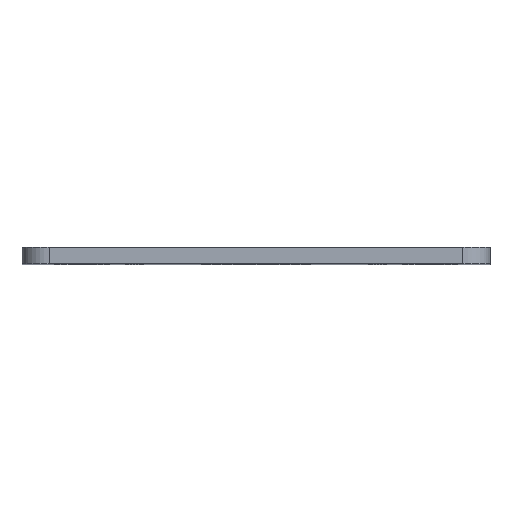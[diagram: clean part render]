
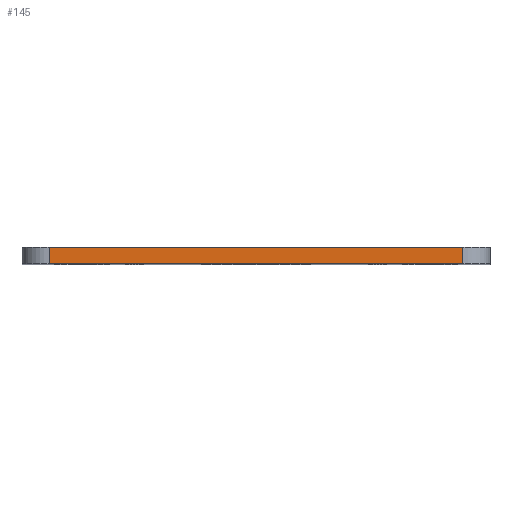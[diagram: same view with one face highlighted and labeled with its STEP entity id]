
A CAD part, top view. The second image highlights one B-rep face of the part: STEP entity #145.
In plain terms, the highlighted planar face has unit normal (0, 0, 1).
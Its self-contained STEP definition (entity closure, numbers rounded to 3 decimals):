
#41 = CARTESIAN_POINT ( 'NONE',  ( 38., 13., 43. ) ) ;
#56 = LINE ( 'NONE', #397, #545 ) ;
#62 = AXIS2_PLACEMENT_3D ( 'NONE', #284, #1059, #170 ) ;
#117 = VERTEX_POINT ( 'NONE', #267 ) ;
#145 = ADVANCED_FACE ( 'NONE', ( #589 ), #1380, .F. ) ;
#170 = DIRECTION ( 'NONE',  ( -1., 0., 0. ) ) ;
#184 = VERTEX_POINT ( 'NONE', #1141 ) ;
#227 = VECTOR ( 'NONE', #300, 1000. ) ;
#231 = LINE ( 'NONE', #1058, #1082 ) ;
#259 = ORIENTED_EDGE ( 'NONE', *, *, #920, .F. ) ;
#267 = CARTESIAN_POINT ( 'NONE',  ( 38., 10., 43. ) ) ;
#284 = CARTESIAN_POINT ( 'NONE',  ( -38., 13., 43. ) ) ;
#300 = DIRECTION ( 'NONE',  ( 1., 0., 0. ) ) ;
#345 = CARTESIAN_POINT ( 'NONE',  ( -38., 13., 43. ) ) ;
#397 = CARTESIAN_POINT ( 'NONE',  ( 38., 13., 43. ) ) ;
#417 = VERTEX_POINT ( 'NONE', #419 ) ;
#419 = CARTESIAN_POINT ( 'NONE',  ( -38., 13., 43. ) ) ;
#452 = DIRECTION ( 'NONE',  ( 0., -1., 0. ) ) ;
#545 = VECTOR ( 'NONE', #744, 1000. ) ;
#589 = FACE_OUTER_BOUND ( 'NONE', #1283, .T. ) ;
#601 = ORIENTED_EDGE ( 'NONE', *, *, #1184, .T. ) ;
#679 = LINE ( 'NONE', #345, #863 ) ;
#744 = DIRECTION ( 'NONE',  ( 0., -1., 0. ) ) ;
#772 = EDGE_CURVE ( 'NONE', #184, #117, #231, .T. ) ;
#830 = DIRECTION ( 'NONE',  ( 1., 0., 0. ) ) ;
#863 = VECTOR ( 'NONE', #452, 1000. ) ;
#912 = EDGE_CURVE ( 'NONE', #417, #1318, #1167, .T. ) ;
#920 = EDGE_CURVE ( 'NONE', #1318, #117, #56, .T. ) ;
#939 = ORIENTED_EDGE ( 'NONE', *, *, #912, .F. ) ;
#1000 = ORIENTED_EDGE ( 'NONE', *, *, #772, .T. ) ;
#1058 = CARTESIAN_POINT ( 'NONE',  ( -38., 10., 43. ) ) ;
#1059 = DIRECTION ( 'NONE',  ( 0., 0., -1. ) ) ;
#1079 = CARTESIAN_POINT ( 'NONE',  ( -38., 13., 43. ) ) ;
#1082 = VECTOR ( 'NONE', #830, 1000. ) ;
#1141 = CARTESIAN_POINT ( 'NONE',  ( -38., 10., 43. ) ) ;
#1167 = LINE ( 'NONE', #1079, #227 ) ;
#1184 = EDGE_CURVE ( 'NONE', #417, #184, #679, .T. ) ;
#1283 = EDGE_LOOP ( 'NONE', ( #1000, #259, #939, #601 ) ) ;
#1318 = VERTEX_POINT ( 'NONE', #41 ) ;
#1380 = PLANE ( 'NONE',  #62 ) ;
